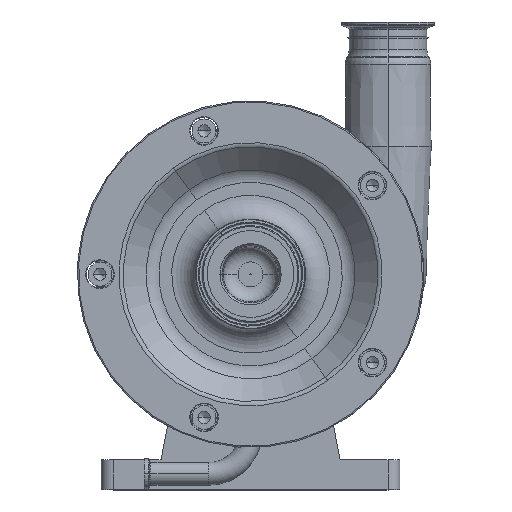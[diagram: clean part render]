
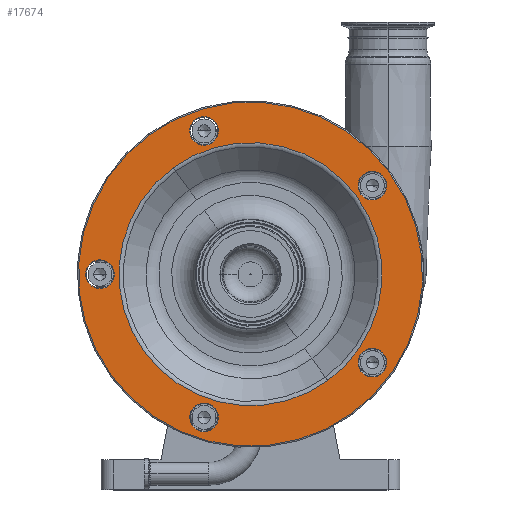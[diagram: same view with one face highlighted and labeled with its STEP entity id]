
A CAD part, top view. The second image highlights one B-rep face of the part: STEP entity #17674.
In plain terms, the highlighted planar face has unit normal (0, 0, 1).
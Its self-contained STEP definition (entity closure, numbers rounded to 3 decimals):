
#4 = CARTESIAN_POINT ( 'NONE',  ( -126., 180., 220. ) ) ;
#36 = FACE_BOUND ( 'NONE', #10799, .T. ) ;
#87 = DIRECTION ( 'NONE',  ( 0.588, -0.809, 0. ) ) ;
#132 = CIRCLE ( 'NONE', #17171, 110.071 ) ;
#151 = DIRECTION ( 'NONE',  ( 0., 0., 1. ) ) ;
#224 = CARTESIAN_POINT ( 'NONE',  ( 0., 180., 220. ) ) ;
#330 = VERTEX_POINT ( 'NONE', #14060 ) ;
#457 = AXIS2_PLACEMENT_3D ( 'NONE', #14981, #151, #12219 ) ;
#611 = CARTESIAN_POINT ( 'NONE',  ( 101.936, 105.939, 220. ) ) ;
#699 = CIRCLE ( 'NONE', #1947, 12. ) ;
#703 = CIRCLE ( 'NONE', #14565, 12. ) ;
#834 = CARTESIAN_POINT ( 'NONE',  ( 94.883, 263.769, 220. ) ) ;
#1032 = EDGE_CURVE ( 'NONE', #1297, #7785, #1079, .T. ) ;
#1079 = CIRCLE ( 'NONE', #14637, 144. ) ;
#1237 = EDGE_CURVE ( 'NONE', #7421, #6881, #18844, .T. ) ;
#1253 = CARTESIAN_POINT ( 'NONE',  ( -133.053, 189.708, 220. ) ) ;
#1297 = VERTEX_POINT ( 'NONE', #18882 ) ;
#1309 = DIRECTION ( 'NONE',  ( 0., 0., 1. ) ) ;
#1362 = DIRECTION ( 'NONE',  ( 0.588, -0.809, 0. ) ) ;
#1370 = ORIENTED_EDGE ( 'NONE', *, *, #1032, .T. ) ;
#1434 = FACE_BOUND ( 'NONE', #2954, .T. ) ;
#1520 = FACE_BOUND ( 'NONE', #16072, .T. ) ;
#1549 = CARTESIAN_POINT ( 'NONE',  ( 94.883, 115.647, 220. ) ) ;
#1676 = VERTEX_POINT ( 'NONE', #3830 ) ;
#1784 = DIRECTION ( 'NONE',  ( 0., 0., 1. ) ) ;
#1947 = AXIS2_PLACEMENT_3D ( 'NONE', #4086, #5871, #11926 ) ;
#1952 = DIRECTION ( 'NONE',  ( 0.588, -0.809, 0. ) ) ;
#2213 = EDGE_CURVE ( 'NONE', #5235, #8795, #699, .T. ) ;
#2341 = CIRCLE ( 'NONE', #7690, 12. ) ;
#2570 = DIRECTION ( 'NONE',  ( 0.588, -0.809, 0. ) ) ;
#2655 = AXIS2_PLACEMENT_3D ( 'NONE', #3608, #5471, #8716 ) ;
#2954 = EDGE_LOOP ( 'NONE', ( #7235, #4063 ) ) ;
#2978 = CARTESIAN_POINT ( 'NONE',  ( 108.99, 244.353, 220. ) ) ;
#2986 = PLANE ( 'NONE',  #16531 ) ;
#3098 = CARTESIAN_POINT ( 'NONE',  ( -45.99, 309.541, 220. ) ) ;
#3292 = EDGE_CURVE ( 'NONE', #6881, #7421, #132, .T. ) ;
#3608 = CARTESIAN_POINT ( 'NONE',  ( 0., 180., 220. ) ) ;
#3830 = CARTESIAN_POINT ( 'NONE',  ( -31.883, 50.459, 220. ) ) ;
#4063 = ORIENTED_EDGE ( 'NONE', *, *, #18224, .F. ) ;
#4086 = CARTESIAN_POINT ( 'NONE',  ( -38.936, 299.833, 220. ) ) ;
#4483 = FACE_BOUND ( 'NONE', #11075, .T. ) ;
#4505 = CARTESIAN_POINT ( 'NONE',  ( -84.641, 296.498, 220. ) ) ;
#4912 = EDGE_CURVE ( 'NONE', #1676, #330, #14233, .T. ) ;
#4951 = ORIENTED_EDGE ( 'NONE', *, *, #15478, .F. ) ;
#4957 = DIRECTION ( 'NONE',  ( 0.588, -0.809, 0. ) ) ;
#5020 = DIRECTION ( 'NONE',  ( 0., 0., 1. ) ) ;
#5024 = CARTESIAN_POINT ( 'NONE',  ( -38.936, 60.167, 220. ) ) ;
#5224 = DIRECTION ( 'NONE',  ( 0., 0., 1. ) ) ;
#5235 = VERTEX_POINT ( 'NONE', #3098 ) ;
#5471 = DIRECTION ( 'NONE',  ( 0., 0., 1. ) ) ;
#5473 = CIRCLE ( 'NONE', #457, 12. ) ;
#5698 = AXIS2_PLACEMENT_3D ( 'NONE', #5024, #5224, #1952 ) ;
#5766 = FACE_BOUND ( 'NONE', #12746, .T. ) ;
#5871 = DIRECTION ( 'NONE',  ( 0., 0., 1. ) ) ;
#6057 = EDGE_CURVE ( 'NONE', #17251, #8781, #17730, .T. ) ;
#6105 = ORIENTED_EDGE ( 'NONE', *, *, #13423, .T. ) ;
#6379 = VERTEX_POINT ( 'NONE', #1549 ) ;
#6881 = VERTEX_POINT ( 'NONE', #17236 ) ;
#6911 = CARTESIAN_POINT ( 'NONE',  ( -38.936, 60.167, 220. ) ) ;
#7231 = DIRECTION ( 'NONE',  ( -0.588, 0.809, 0. ) ) ;
#7235 = ORIENTED_EDGE ( 'NONE', *, *, #17417, .F. ) ;
#7421 = VERTEX_POINT ( 'NONE', #12168 ) ;
#7436 = FACE_OUTER_BOUND ( 'NONE', #17004, .T. ) ;
#7484 = EDGE_CURVE ( 'NONE', #16954, #6379, #703, .T. ) ;
#7633 = EDGE_CURVE ( 'NONE', #8795, #5235, #19053, .T. ) ;
#7690 = AXIS2_PLACEMENT_3D ( 'NONE', #17290, #8076, #14124 ) ;
#7785 = VERTEX_POINT ( 'NONE', #4505 ) ;
#8058 = ORIENTED_EDGE ( 'NONE', *, *, #6057, .F. ) ;
#8076 = DIRECTION ( 'NONE',  ( 0., 0., 1. ) ) ;
#8476 = DIRECTION ( 'NONE',  ( 0., 0., 1. ) ) ;
#8716 = DIRECTION ( 'NONE',  ( 0.588, -0.809, 0. ) ) ;
#8781 = VERTEX_POINT ( 'NONE', #1253 ) ;
#8795 = VERTEX_POINT ( 'NONE', #11840 ) ;
#8841 = DIRECTION ( 'NONE',  ( 0., 0., 1. ) ) ;
#9029 = CARTESIAN_POINT ( 'NONE',  ( 116.498, 264.641, 220. ) ) ;
#9260 = CARTESIAN_POINT ( 'NONE',  ( 0., 180., 220. ) ) ;
#9361 = DIRECTION ( 'NONE',  ( 0., 0., 1. ) ) ;
#9764 = CARTESIAN_POINT ( 'NONE',  ( -118.947, 170.292, 220. ) ) ;
#9780 = DIRECTION ( 'NONE',  ( 0.588, -0.809, 0. ) ) ;
#9811 = DIRECTION ( 'NONE',  ( 0.588, -0.809, 0. ) ) ;
#9824 = AXIS2_PLACEMENT_3D ( 'NONE', #4, #1784, #12188 ) ;
#9870 = ORIENTED_EDGE ( 'NONE', *, *, #2213, .F. ) ;
#10269 = CIRCLE ( 'NONE', #15966, 12. ) ;
#10774 = DIRECTION ( 'NONE',  ( 0., 0., 1. ) ) ;
#10799 = EDGE_LOOP ( 'NONE', ( #11968, #11068 ) ) ;
#11068 = ORIENTED_EDGE ( 'NONE', *, *, #3292, .F. ) ;
#11075 = EDGE_LOOP ( 'NONE', ( #12618, #13538 ) ) ;
#11213 = CIRCLE ( 'NONE', #2655, 144. ) ;
#11422 = AXIS2_PLACEMENT_3D ( 'NONE', #6911, #1309, #2570 ) ;
#11840 = CARTESIAN_POINT ( 'NONE',  ( -31.883, 290.125, 220. ) ) ;
#11926 = DIRECTION ( 'NONE',  ( 0.588, -0.809, 0. ) ) ;
#11968 = ORIENTED_EDGE ( 'NONE', *, *, #1237, .F. ) ;
#12088 = DIRECTION ( 'NONE',  ( 0.588, -0.809, 0. ) ) ;
#12168 = CARTESIAN_POINT ( 'NONE',  ( 64.698, 90.951, 220. ) ) ;
#12188 = DIRECTION ( 'NONE',  ( 0.588, -0.809, 0. ) ) ;
#12219 = DIRECTION ( 'NONE',  ( 0.588, -0.809, 0. ) ) ;
#12322 = ORIENTED_EDGE ( 'NONE', *, *, #7633, .F. ) ;
#12618 = ORIENTED_EDGE ( 'NONE', *, *, #7484, .F. ) ;
#12735 = AXIS2_PLACEMENT_3D ( 'NONE', #18765, #5020, #18487 ) ;
#12746 = EDGE_LOOP ( 'NONE', ( #8058, #18005 ) ) ;
#13423 = EDGE_CURVE ( 'NONE', #7785, #1297, #11213, .T. ) ;
#13538 = ORIENTED_EDGE ( 'NONE', *, *, #13569, .F. ) ;
#13569 = EDGE_CURVE ( 'NONE', #6379, #16954, #10269, .T. ) ;
#14060 = CARTESIAN_POINT ( 'NONE',  ( -45.99, 69.875, 220. ) ) ;
#14124 = DIRECTION ( 'NONE',  ( 0.588, -0.809, 0. ) ) ;
#14137 = CARTESIAN_POINT ( 'NONE',  ( 0., 180., 220. ) ) ;
#14233 = CIRCLE ( 'NONE', #5698, 12. ) ;
#14244 = CIRCLE ( 'NONE', #11422, 12. ) ;
#14565 = AXIS2_PLACEMENT_3D ( 'NONE', #17978, #15323, #87 ) ;
#14637 = AXIS2_PLACEMENT_3D ( 'NONE', #9260, #9361, #9811 ) ;
#14671 = VERTEX_POINT ( 'NONE', #2978 ) ;
#14868 = DIRECTION ( 'NONE',  ( 0., 0., -1. ) ) ;
#14897 = CARTESIAN_POINT ( 'NONE',  ( 101.936, 254.061, 220. ) ) ;
#14981 = CARTESIAN_POINT ( 'NONE',  ( -126., 180., 220. ) ) ;
#15323 = DIRECTION ( 'NONE',  ( 0., 0., 1. ) ) ;
#15478 = EDGE_CURVE ( 'NONE', #330, #1676, #14244, .T. ) ;
#15966 = AXIS2_PLACEMENT_3D ( 'NONE', #611, #10774, #4957 ) ;
#16016 = AXIS2_PLACEMENT_3D ( 'NONE', #14137, #8476, #9780 ) ;
#16072 = EDGE_LOOP ( 'NONE', ( #17641, #4951 ) ) ;
#16266 = VERTEX_POINT ( 'NONE', #834 ) ;
#16531 = AXIS2_PLACEMENT_3D ( 'NONE', #9029, #14868, #7231 ) ;
#16954 = VERTEX_POINT ( 'NONE', #19387 ) ;
#17004 = EDGE_LOOP ( 'NONE', ( #1370, #6105 ) ) ;
#17171 = AXIS2_PLACEMENT_3D ( 'NONE', #224, #17913, #12088 ) ;
#17236 = CARTESIAN_POINT ( 'NONE',  ( -64.698, 269.049, 220. ) ) ;
#17251 = VERTEX_POINT ( 'NONE', #9764 ) ;
#17290 = CARTESIAN_POINT ( 'NONE',  ( 101.936, 254.061, 220. ) ) ;
#17417 = EDGE_CURVE ( 'NONE', #14671, #16266, #18117, .T. ) ;
#17459 = EDGE_LOOP ( 'NONE', ( #12322, #9870 ) ) ;
#17641 = ORIENTED_EDGE ( 'NONE', *, *, #4912, .F. ) ;
#17660 = EDGE_CURVE ( 'NONE', #8781, #17251, #5473, .T. ) ;
#17674 = ADVANCED_FACE ( 'NONE', ( #4483, #1520, #5766, #1434, #36, #7436, #18144 ), #2986, .F. ) ;
#17730 = CIRCLE ( 'NONE', #9824, 12. ) ;
#17786 = AXIS2_PLACEMENT_3D ( 'NONE', #14897, #8841, #1362 ) ;
#17913 = DIRECTION ( 'NONE',  ( 0., 0., 1. ) ) ;
#17978 = CARTESIAN_POINT ( 'NONE',  ( 101.936, 105.939, 220. ) ) ;
#18005 = ORIENTED_EDGE ( 'NONE', *, *, #17660, .F. ) ;
#18117 = CIRCLE ( 'NONE', #17786, 12. ) ;
#18144 = FACE_BOUND ( 'NONE', #17459, .T. ) ;
#18224 = EDGE_CURVE ( 'NONE', #16266, #14671, #2341, .T. ) ;
#18487 = DIRECTION ( 'NONE',  ( 0.588, -0.809, 0. ) ) ;
#18765 = CARTESIAN_POINT ( 'NONE',  ( -38.936, 299.833, 220. ) ) ;
#18844 = CIRCLE ( 'NONE', #16016, 110.071 ) ;
#18882 = CARTESIAN_POINT ( 'NONE',  ( 84.641, 63.502, 220. ) ) ;
#19053 = CIRCLE ( 'NONE', #12735, 12. ) ;
#19387 = CARTESIAN_POINT ( 'NONE',  ( 108.99, 96.231, 220. ) ) ;
